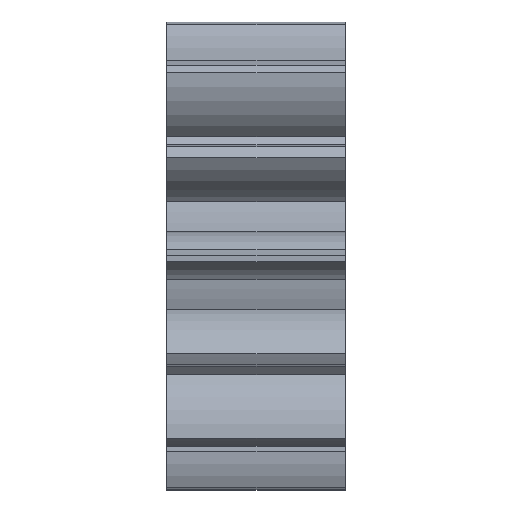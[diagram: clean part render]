
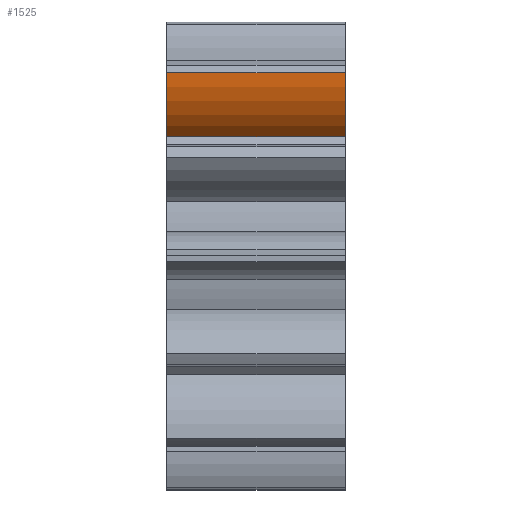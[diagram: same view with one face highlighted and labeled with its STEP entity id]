
A CAD part, top view. The second image highlights one B-rep face of the part: STEP entity #1525.
In plain terms, the highlighted cylindrical face has radius 2.963 mm (diameter 5.927 mm), a partial arc.
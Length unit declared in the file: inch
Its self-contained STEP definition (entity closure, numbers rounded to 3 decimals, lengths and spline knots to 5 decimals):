
#13 = DIRECTION ( 'NONE',  ( 0., 0.782, -0.623 ) ) ;
#57 = EDGE_CURVE ( 'NONE', #1194, #1413, #329, .T. ) ;
#90 = AXIS2_PLACEMENT_3D ( 'NONE', #1846, #875, #13 ) ;
#160 = VERTEX_POINT ( 'NONE', #411 ) ;
#198 = CARTESIAN_POINT ( 'NONE',  ( 0.25, 0.25607, 0.09769 ) ) ;
#220 = DIRECTION ( 'NONE',  ( -1., 0., 0. ) ) ;
#320 = FACE_OUTER_BOUND ( 'NONE', #433, .T. ) ;
#323 = ORIENTED_EDGE ( 'NONE', *, *, #1042, .F. ) ;
#329 = LINE ( 'NONE', #2180, #2191 ) ;
#361 = CARTESIAN_POINT ( 'NONE',  ( 0.25, 0.16648, 0.17241 ) ) ;
#411 = CARTESIAN_POINT ( 'NONE',  ( 0., 0.16648, 0.17241 ) ) ;
#433 = EDGE_LOOP ( 'NONE', ( #843, #695, #323, #1456 ) ) ;
#491 = CYLINDRICAL_SURFACE ( 'NONE', #1826, 0.11667 ) ;
#636 = CARTESIAN_POINT ( 'NONE',  ( 0., 0.25527, 0.21436 ) ) ;
#671 = CARTESIAN_POINT ( 'NONE',  ( 0.25, 0.25607, 0.09769 ) ) ;
#693 = AXIS2_PLACEMENT_3D ( 'NONE', #198, #220, #1421 ) ;
#695 = ORIENTED_EDGE ( 'NONE', *, *, #1355, .F. ) ;
#700 = DIRECTION ( 'NONE',  ( -1., 0., 0. ) ) ;
#835 = DIRECTION ( 'NONE',  ( -1., 0., 0. ) ) ;
#843 = ORIENTED_EDGE ( 'NONE', *, *, #57, .T. ) ;
#857 = DIRECTION ( 'NONE',  ( 0., 0., 1. ) ) ;
#875 = DIRECTION ( 'NONE',  ( -1., 0., 0. ) ) ;
#1042 = EDGE_CURVE ( 'NONE', #2027, #160, #1198, .T. ) ;
#1129 = CARTESIAN_POINT ( 'NONE',  ( 0.25, 0.25527, 0.21436 ) ) ;
#1194 = VERTEX_POINT ( 'NONE', #1129 ) ;
#1195 = CARTESIAN_POINT ( 'NONE',  ( 0.25, 0.16648, 0.17241 ) ) ;
#1198 = LINE ( 'NONE', #361, #1328 ) ;
#1328 = VECTOR ( 'NONE', #835, 39.37008 ) ;
#1355 = EDGE_CURVE ( 'NONE', #160, #1413, #2000, .T. ) ;
#1413 = VERTEX_POINT ( 'NONE', #636 ) ;
#1421 = DIRECTION ( 'NONE',  ( 0., 0.782, -0.623 ) ) ;
#1456 = ORIENTED_EDGE ( 'NONE', *, *, #2118, .T. ) ;
#1525 = ADVANCED_FACE ( 'NONE', ( #320 ), #491, .T. ) ;
#1636 = CIRCLE ( 'NONE', #693, 0.11667 ) ;
#1826 = AXIS2_PLACEMENT_3D ( 'NONE', #671, #2007, #857 ) ;
#1846 = CARTESIAN_POINT ( 'NONE',  ( 0., 0.25607, 0.09769 ) ) ;
#2000 = CIRCLE ( 'NONE', #90, 0.11667 ) ;
#2007 = DIRECTION ( 'NONE',  ( -1., 0., 0. ) ) ;
#2027 = VERTEX_POINT ( 'NONE', #1195 ) ;
#2118 = EDGE_CURVE ( 'NONE', #2027, #1194, #1636, .T. ) ;
#2180 = CARTESIAN_POINT ( 'NONE',  ( 0.125, 0.25527, 0.21436 ) ) ;
#2191 = VECTOR ( 'NONE', #700, 39.37008 ) ;
